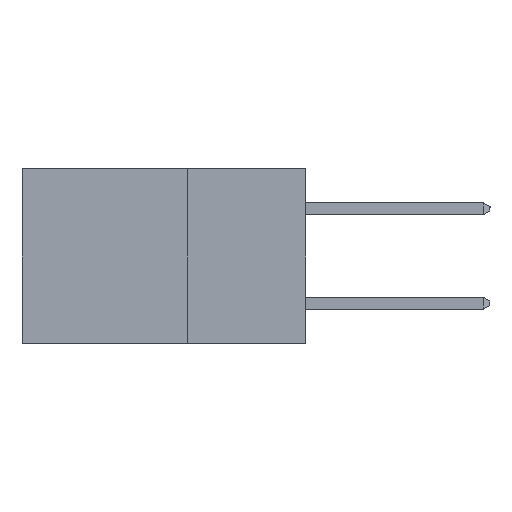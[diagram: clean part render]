
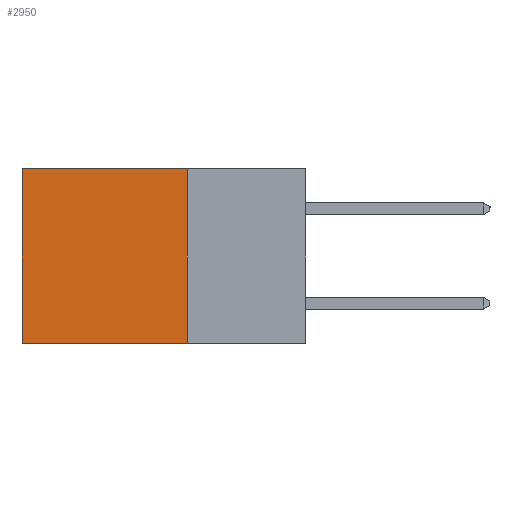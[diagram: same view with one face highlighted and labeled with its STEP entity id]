
A CAD part, left-side view. The second image highlights one B-rep face of the part: STEP entity #2950.
In plain terms, the highlighted planar face has unit normal (-1, 0, 0).
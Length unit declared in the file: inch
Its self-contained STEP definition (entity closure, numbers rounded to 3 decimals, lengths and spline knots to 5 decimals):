
#259 = LINE ( 'NONE', #2242, #4841 ) ;
#395 = CARTESIAN_POINT ( 'NONE',  ( 0.2615, 0.25, -0.37 ) ) ;
#619 = CARTESIAN_POINT ( 'NONE',  ( 0.2615, 0.25, 0. ) ) ;
#728 = CARTESIAN_POINT ( 'NONE',  ( 0.2615, 0.25, -0.37 ) ) ;
#2242 = CARTESIAN_POINT ( 'NONE',  ( 0.2615, 0.25, 0. ) ) ;
#2376 = VECTOR ( 'NONE', #10874, 39.37008 ) ;
#2637 = ORIENTED_EDGE ( 'NONE', *, *, #8636, .F. ) ;
#2773 = VECTOR ( 'NONE', #3710, 39.37008 ) ;
#2950 = ADVANCED_FACE ( 'NONE', ( #5981 ), #5837, .F. ) ;
#3710 = DIRECTION ( 'NONE',  ( 0., 0., -1. ) ) ;
#3838 = VERTEX_POINT ( 'NONE', #619 ) ;
#3908 = VECTOR ( 'NONE', #4644, 39.37008 ) ;
#4342 = CARTESIAN_POINT ( 'NONE',  ( 0.2615, 0.6, 0. ) ) ;
#4644 = DIRECTION ( 'NONE',  ( 0., 0., -1. ) ) ;
#4841 = VECTOR ( 'NONE', #7482, 39.37008 ) ;
#4930 = EDGE_CURVE ( 'NONE', #3838, #11616, #259, .T. ) ;
#5837 = PLANE ( 'NONE',  #11900 ) ;
#5981 = FACE_OUTER_BOUND ( 'NONE', #8434, .T. ) ;
#6759 = CARTESIAN_POINT ( 'NONE',  ( 0.2615, 0.6, -0.37 ) ) ;
#7172 = CARTESIAN_POINT ( 'NONE',  ( 0.2615, 0.6, -0.37 ) ) ;
#7482 = DIRECTION ( 'NONE',  ( 0., 1., 0. ) ) ;
#7904 = ORIENTED_EDGE ( 'NONE', *, *, #4930, .T. ) ;
#7932 = VERTEX_POINT ( 'NONE', #7172 ) ;
#8434 = EDGE_LOOP ( 'NONE', ( #12113, #2637, #9454, #7904 ) ) ;
#8636 = EDGE_CURVE ( 'NONE', #11965, #7932, #10010, .T. ) ;
#9454 = ORIENTED_EDGE ( 'NONE', *, *, #11524, .F. ) ;
#10010 = LINE ( 'NONE', #395, #2376 ) ;
#10270 = DIRECTION ( 'NONE',  ( 0., 0., -1. ) ) ;
#10874 = DIRECTION ( 'NONE',  ( 0., 1., 0. ) ) ;
#10941 = LINE ( 'NONE', #13317, #2773 ) ;
#11266 = DIRECTION ( 'NONE',  ( 1., 0., 0. ) ) ;
#11521 = CARTESIAN_POINT ( 'NONE',  ( 0.2615, 0.25, -0.37 ) ) ;
#11524 = EDGE_CURVE ( 'NONE', #3838, #11965, #10941, .T. ) ;
#11616 = VERTEX_POINT ( 'NONE', #4342 ) ;
#11900 = AXIS2_PLACEMENT_3D ( 'NONE', #728, #11266, #10270 ) ;
#11965 = VERTEX_POINT ( 'NONE', #11521 ) ;
#12108 = LINE ( 'NONE', #6759, #3908 ) ;
#12113 = ORIENTED_EDGE ( 'NONE', *, *, #12751, .T. ) ;
#12751 = EDGE_CURVE ( 'NONE', #11616, #7932, #12108, .T. ) ;
#13317 = CARTESIAN_POINT ( 'NONE',  ( 0.2615, 0.25, -0.37 ) ) ;
